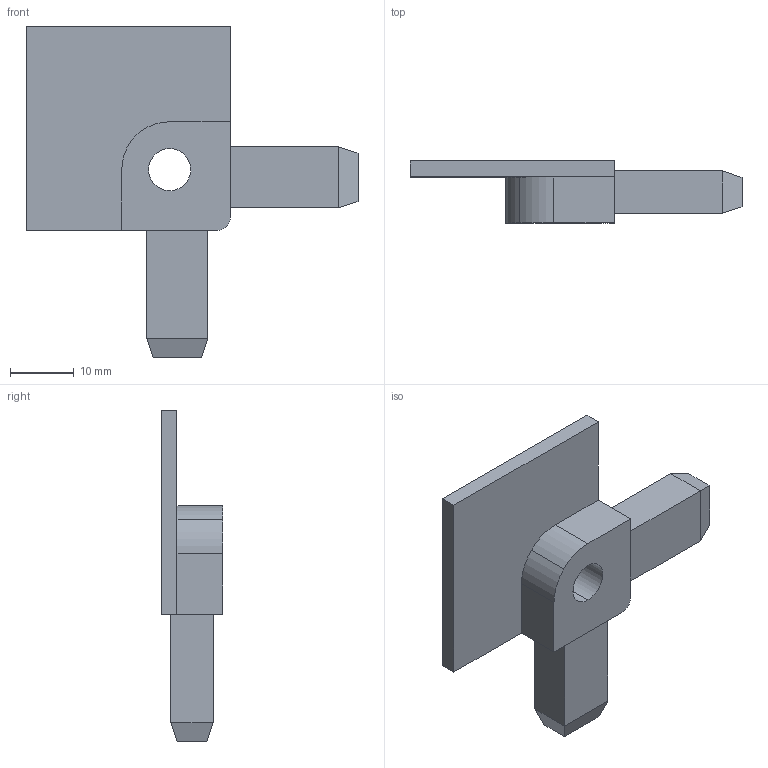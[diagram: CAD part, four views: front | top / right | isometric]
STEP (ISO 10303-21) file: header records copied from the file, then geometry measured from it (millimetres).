
FILE_DESCRIPTION(('STEP AP214'),'1');
FILE_NAME('cctmp_2FAB0D79-7951-4BCF-B7E2-71A26C41BFB2_2020_1_9_16_14_10_221..stp','2020-01-09T15:14:10',('Bosch Rexroth AG'),('CADClick - www.CADClick.com'),'Spatial InterOp 3D',' ','unknown authorization - (Healing Option Enabled)');
FILE_SCHEMA(('AUTOMOTIVE_DESIGN'));
Length unit declared in the file: millimetre
Products named in the file (1): 2020_01_09__16-14-10-221
Bounding box: 52 x 9.7 x 52 mm (x, y, z)
Volume: 6658.9 mm3; surface area: 4181.5 mm2
Topology: 1 solids, 1 shells, 33 faces, 79 edges, 50 vertices
Faces by surface type: plane 27, cylinder 6
Entity records: 1233 total; most frequent: CARTESIAN_POINT 163, DIRECTION 159, ORIENTED_EDGE 158, EDGE_CURVE 79, LINE 67, VECTOR 67, VERTEX_POINT 50, AXIS2_PLACEMENT_3D 46
